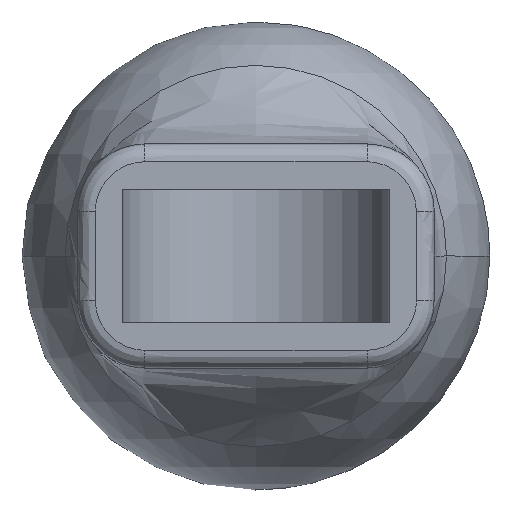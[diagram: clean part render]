
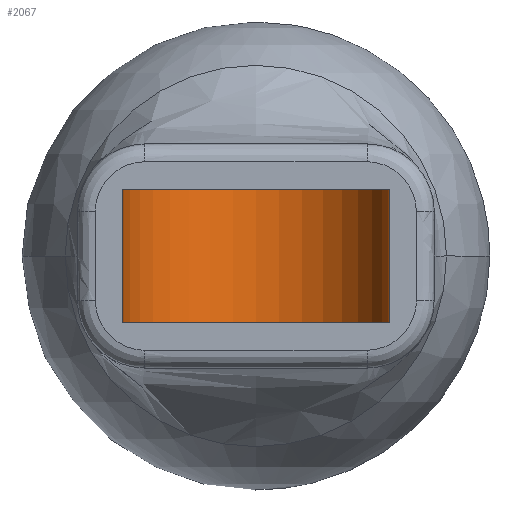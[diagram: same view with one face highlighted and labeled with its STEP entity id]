
A CAD part, front view. The second image highlights one B-rep face of the part: STEP entity #2067.
In plain terms, the highlighted cylindrical face has radius 6 mm (diameter 12 mm), a partial arc.
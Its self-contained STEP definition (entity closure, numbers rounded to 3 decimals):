
#333 = VERTEX_POINT ( 'NONE', #518 ) ;
#358 = DIRECTION ( 'NONE',  ( 0., 0., 1. ) ) ;
#492 = VERTEX_POINT ( 'NONE', #2136 ) ;
#518 = CARTESIAN_POINT ( 'NONE',  ( -6., 52., -3. ) ) ;
#638 = ORIENTED_EDGE ( 'NONE', *, *, #2127, .T. ) ;
#737 = LINE ( 'NONE', #2423, #3658 ) ;
#841 = ORIENTED_EDGE ( 'NONE', *, *, #2718, .F. ) ;
#865 = EDGE_CURVE ( 'NONE', #1592, #3370, #1982, .T. ) ;
#890 = EDGE_CURVE ( 'NONE', #492, #333, #1299, .T. ) ;
#969 = DIRECTION ( 'NONE',  ( 0., 0., 1. ) ) ;
#1013 = CYLINDRICAL_SURFACE ( 'NONE', #3296, 6. ) ;
#1299 = CIRCLE ( 'NONE', #1300, 6. ) ;
#1300 = AXIS2_PLACEMENT_3D ( 'NONE', #3059, #2471, #2740 ) ;
#1311 = DIRECTION ( 'NONE',  ( 0., 0., 1. ) ) ;
#1328 = CARTESIAN_POINT ( 'NONE',  ( 0., 52., 3. ) ) ;
#1528 = ORIENTED_EDGE ( 'NONE', *, *, #865, .T. ) ;
#1592 = VERTEX_POINT ( 'NONE', #2145 ) ;
#1814 = AXIS2_PLACEMENT_3D ( 'NONE', #1328, #1311, #1901 ) ;
#1836 = CARTESIAN_POINT ( 'NONE',  ( -6., 52., -3. ) ) ;
#1901 = DIRECTION ( 'NONE',  ( 1., 0., 0. ) ) ;
#1982 = CIRCLE ( 'NONE', #1814, 6. ) ;
#2067 = ADVANCED_FACE ( 'NONE', ( #2952 ), #1013, .F. ) ;
#2095 = VECTOR ( 'NONE', #969, 1000. ) ;
#2098 = DIRECTION ( 'NONE',  ( 1., 0., 0. ) ) ;
#2127 = EDGE_CURVE ( 'NONE', #492, #1592, #737, .T. ) ;
#2136 = CARTESIAN_POINT ( 'NONE',  ( 6., 52., -3. ) ) ;
#2145 = CARTESIAN_POINT ( 'NONE',  ( 6., 52., 3. ) ) ;
#2194 = EDGE_LOOP ( 'NONE', ( #1528, #841, #2369, #638 ) ) ;
#2369 = ORIENTED_EDGE ( 'NONE', *, *, #890, .F. ) ;
#2423 = CARTESIAN_POINT ( 'NONE',  ( 6., 52., -3. ) ) ;
#2471 = DIRECTION ( 'NONE',  ( 0., 0., 1. ) ) ;
#2680 = DIRECTION ( 'NONE',  ( 0., 0., 1. ) ) ;
#2718 = EDGE_CURVE ( 'NONE', #333, #3370, #3616, .T. ) ;
#2740 = DIRECTION ( 'NONE',  ( 1., 0., 0. ) ) ;
#2952 = FACE_OUTER_BOUND ( 'NONE', #2194, .T. ) ;
#2978 = CARTESIAN_POINT ( 'NONE',  ( 0., 52., -3. ) ) ;
#3059 = CARTESIAN_POINT ( 'NONE',  ( 0., 52., -3. ) ) ;
#3216 = CARTESIAN_POINT ( 'NONE',  ( -6., 52., 3. ) ) ;
#3296 = AXIS2_PLACEMENT_3D ( 'NONE', #2978, #2680, #2098 ) ;
#3370 = VERTEX_POINT ( 'NONE', #3216 ) ;
#3616 = LINE ( 'NONE', #1836, #2095 ) ;
#3658 = VECTOR ( 'NONE', #358, 1000. ) ;
